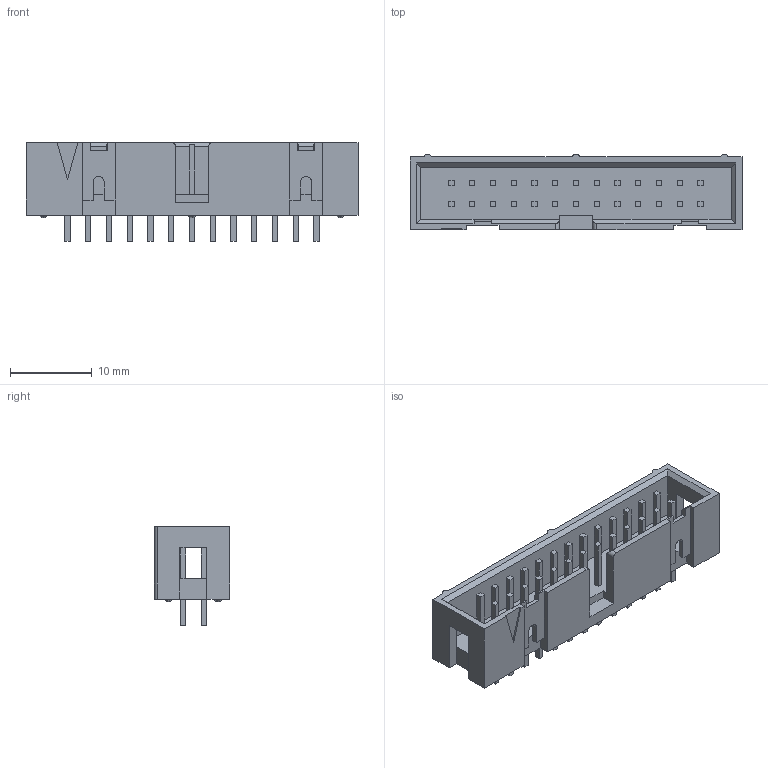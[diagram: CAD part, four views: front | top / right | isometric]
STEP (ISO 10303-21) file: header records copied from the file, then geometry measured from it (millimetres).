
FILE_DESCRIPTION((''),'2;1');
FILE_NAME('C-1761681-9','2016-04-15T',('workeradm'),('Tyco Electronics Ltd.'),'CREO PARAMETRIC BY PTC INC, 2015200','CREO PARAMETRIC BY PTC INC, 2015200','');
FILE_SCHEMA(('AUTOMOTIVE_DESIGN { 1 0 10303 214 1 1 1 1 }'));
Length unit declared in the file: millimetre
Products named in the file (1): C-1761681-9
Bounding box: 40.64 x 9.22 x 12.12 mm (x, y, z)
Volume: 1571.6 mm3; surface area: 2702.3 mm2
Topology: 1 solids, 1 shells, 350 faces, 883 edges, 584 vertices
Faces by surface type: plane 333, bspline 10, cylinder 7
Entity records: 10601 total; most frequent: CARTESIAN_POINT 2110, ORIENTED_EDGE 1766, DIRECTION 1601, EDGE_CURVE 883, VECTOR 839, LINE 839, VERTEX_POINT 584, EDGE_LOOP 407
